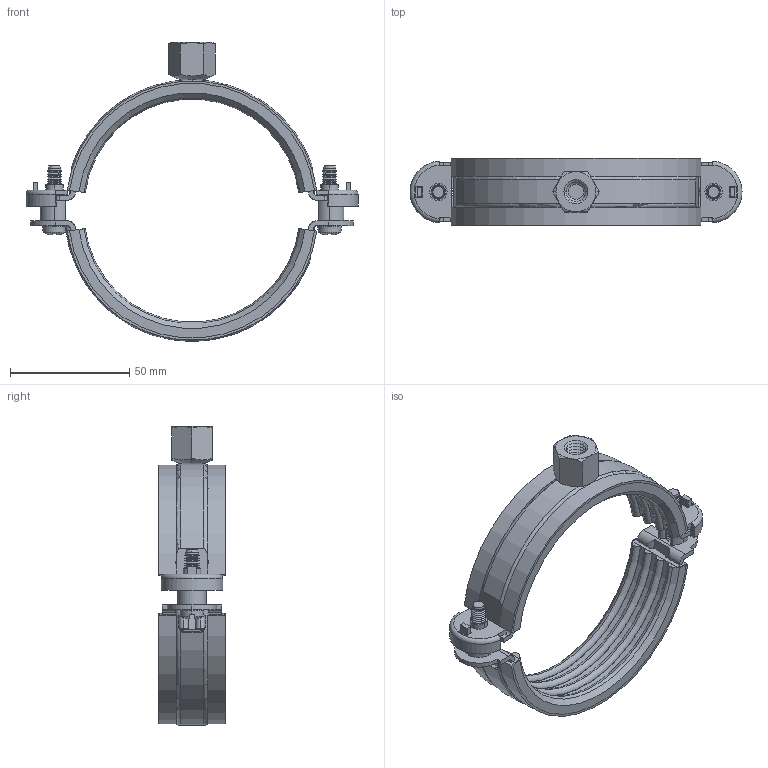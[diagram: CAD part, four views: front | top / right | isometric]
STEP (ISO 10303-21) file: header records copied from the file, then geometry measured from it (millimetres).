
FILE_DESCRIPTION((''),'2;1');
FILE_NAME('25379.stp','2007-07-19T15:56:41',(''),(''),'Mechanical Desktop.R8.0.24.0','Mechanical Desktop.R8.0.24.0',', , ');
FILE_SCHEMA(('CONFIG_CONTROL_DESIGN'));
Length unit declared in the file: millimetre
Products named in the file (22): 25379; GEWINDETEIL; OBERTEIL; GEWINDEPLATTEM6X25; HUTMUTTER; KUNSTSTOFFTEIL SCHWARZ; ~TEIL1; DGL GRUNDKÖRPER 28MM; ~~TEIL1; DGL GRUNDKÖRPER 28MM OT; ~~~TEIL1; FADEN AUßEN 28MM; ~~~~TEIL1; FADEN MITTE 28MM; ~~~~~TEIL1; ~FADEN MITTE 28MM; ~~~~~~TEIL1; M6X25; SCHRAUBEM6X25; *U12; RM_SDB; LAYER
Assembly tree (33 placements, depth 3):
  25379
    GEWINDETEIL
    OBERTEIL
    GEWINDEPLATTEM6X25  x2
    HUTMUTTER
    KUNSTSTOFFTEIL SCHWARZ  x2
      ~TEIL1
    DGL GRUNDKÖRPER 28MM
      ~~TEIL1
    DGL GRUNDKÖRPER 28MM OT
      ~~~TEIL1
    FADEN AUßEN 28MM  x4
      ~~~~TEIL1
    FADEN MITTE 28MM  x2
      ~~~~~TEIL1
    ~FADEN MITTE 28MM  x2
      ~~~~~~TEIL1
    M6X25  x2
      SCHRAUBEM6X25
    *U12
    RM_SDB  x5
    LAYER
Bounding box: 139.1 x 28 x 125.31 mm (x, y, z)
Volume: 59307.1 mm3; surface area: 73161.3 mm2
Topology: 19 solids, 19 shells, 640 faces, 1549 edges, 948 vertices
Faces by surface type: cone 256, plane 195, cylinder 137, torus 38, bspline 14
Entity records: 14026 total; most frequent: CARTESIAN_POINT 3357, DIRECTION 2277, ORIENTED_EDGE 2114, EDGE_CURVE 1057, AXIS2_PLACEMENT_3D 858, VERTEX_POINT 654, VECTOR 561, LINE 561
